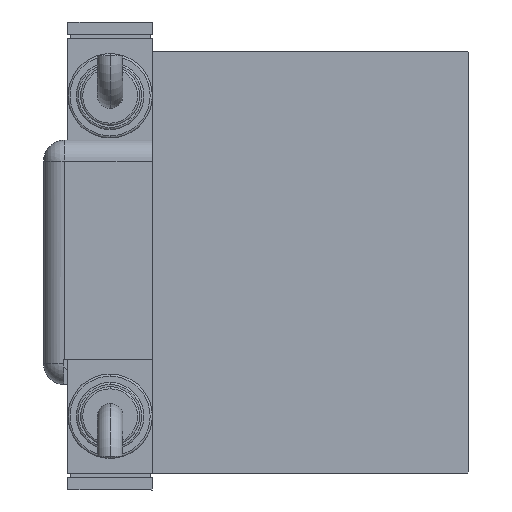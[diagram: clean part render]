
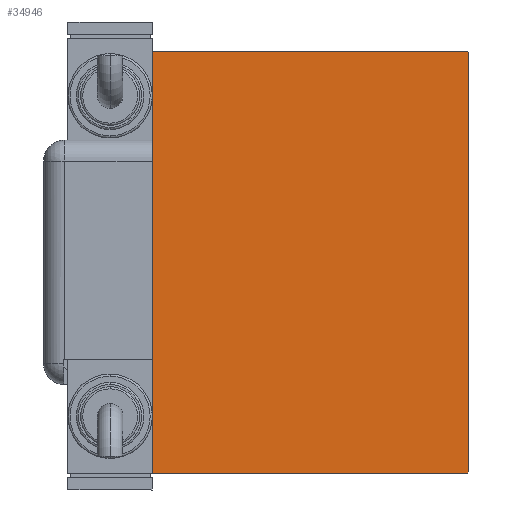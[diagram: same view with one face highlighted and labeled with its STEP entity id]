
A CAD part, left-side view. The second image highlights one B-rep face of the part: STEP entity #34946.
In plain terms, the highlighted face is planar.
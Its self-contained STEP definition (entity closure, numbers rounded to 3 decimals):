
#714 = VERTEX_POINT ( 'NONE', #42095 ) ;
#1286 = CARTESIAN_POINT ( 'NONE',  ( 123., -37.5, 50. ) ) ;
#1307 = EDGE_CURVE ( 'NONE', #8796, #1883, #5485, .T. ) ;
#1883 = VERTEX_POINT ( 'NONE', #4977 ) ;
#3765 = CARTESIAN_POINT ( 'NONE',  ( 123., 43.6, 43.6 ) ) ;
#3871 = VECTOR ( 'NONE', #23311, 1000. ) ;
#4884 = PLANE ( 'NONE',  #30622 ) ;
#4977 = CARTESIAN_POINT ( 'NONE',  ( 123., 37.2, -50. ) ) ;
#5090 = LINE ( 'NONE', #32603, #3871 ) ;
#5181 = FACE_OUTER_BOUND ( 'NONE', #55331, .T. ) ;
#5485 = LINE ( 'NONE', #27914, #16872 ) ;
#8796 = VERTEX_POINT ( 'NONE', #44124 ) ;
#9067 = DIRECTION ( 'NONE',  ( 0., 0., -1. ) ) ;
#9677 = DIRECTION ( 'NONE',  ( 0., 1., 0. ) ) ;
#13741 = ORIENTED_EDGE ( 'NONE', *, *, #1307, .T. ) ;
#15516 = VECTOR ( 'NONE', #20709, 1000. ) ;
#16872 = VECTOR ( 'NONE', #9677, 1000. ) ;
#17435 = ORIENTED_EDGE ( 'NONE', *, *, #35102, .T. ) ;
#17698 = ORIENTED_EDGE ( 'NONE', *, *, #46037, .T. ) ;
#18707 = ORIENTED_EDGE ( 'NONE', *, *, #21657, .T. ) ;
#19512 = DIRECTION ( 'NONE',  ( 0., 0., -1. ) ) ;
#19530 = LINE ( 'NONE', #38057, #31565 ) ;
#20709 = DIRECTION ( 'NONE',  ( 0., -1., 0. ) ) ;
#21657 = EDGE_CURVE ( 'NONE', #1883, #714, #48200, .T. ) ;
#22723 = CARTESIAN_POINT ( 'NONE',  ( 123., 37.5, -50. ) ) ;
#23311 = DIRECTION ( 'NONE',  ( 0., -0.707, -0.707 ) ) ;
#24039 = VERTEX_POINT ( 'NONE', #41341 ) ;
#24154 = EDGE_CURVE ( 'NONE', #50508, #56114, #42224, .T. ) ;
#25194 = CARTESIAN_POINT ( 'NONE',  ( 123., -37.2, 50. ) ) ;
#26831 = EDGE_CURVE ( 'NONE', #24039, #45257, #58462, .T. ) ;
#27499 = DIRECTION ( 'NONE',  ( 0., 0., 1. ) ) ;
#27914 = CARTESIAN_POINT ( 'NONE',  ( 123., -37.5, -50. ) ) ;
#30622 = AXIS2_PLACEMENT_3D ( 'NONE', #32698, #36295, #9067 ) ;
#30974 = DIRECTION ( 'NONE',  ( 0., -0.707, 0.707 ) ) ;
#31565 = VECTOR ( 'NONE', #52082, 1000. ) ;
#32603 = CARTESIAN_POINT ( 'NONE',  ( 123., -43.6, 43.6 ) ) ;
#32698 = CARTESIAN_POINT ( 'NONE',  ( 123., 0., 0. ) ) ;
#34173 = CARTESIAN_POINT ( 'NONE',  ( 123., 37.5, 50. ) ) ;
#34551 = EDGE_CURVE ( 'NONE', #52341, #50508, #5090, .T. ) ;
#34946 = ADVANCED_FACE ( 'NONE', ( #5181 ), #4884, .T. ) ;
#35060 = CARTESIAN_POINT ( 'NONE',  ( 123., -37.5, -49.7 ) ) ;
#35102 = EDGE_CURVE ( 'NONE', #56114, #8796, #19530, .T. ) ;
#36172 = VECTOR ( 'NONE', #30974, 1000. ) ;
#36295 = DIRECTION ( 'NONE',  ( 1., 0., 0. ) ) ;
#36691 = ORIENTED_EDGE ( 'NONE', *, *, #34551, .T. ) ;
#38057 = CARTESIAN_POINT ( 'NONE',  ( 123., -43.6, -43.6 ) ) ;
#39454 = CARTESIAN_POINT ( 'NONE',  ( 123., -37.5, 49.7 ) ) ;
#40732 = ORIENTED_EDGE ( 'NONE', *, *, #24154, .T. ) ;
#41341 = CARTESIAN_POINT ( 'NONE',  ( 123., 37.5, 49.7 ) ) ;
#41358 = VECTOR ( 'NONE', #27499, 1000. ) ;
#42095 = CARTESIAN_POINT ( 'NONE',  ( 123., 37.5, -49.7 ) ) ;
#42224 = LINE ( 'NONE', #1286, #58503 ) ;
#43737 = EDGE_CURVE ( 'NONE', #45257, #52341, #52692, .T. ) ;
#44124 = CARTESIAN_POINT ( 'NONE',  ( 123., -37.2, -50. ) ) ;
#45257 = VERTEX_POINT ( 'NONE', #45587 ) ;
#45445 = LINE ( 'NONE', #22723, #41358 ) ;
#45587 = CARTESIAN_POINT ( 'NONE',  ( 123., 37.2, 50. ) ) ;
#46037 = EDGE_CURVE ( 'NONE', #714, #24039, #45445, .T. ) ;
#48200 = LINE ( 'NONE', #58061, #51743 ) ;
#48459 = ORIENTED_EDGE ( 'NONE', *, *, #43737, .T. ) ;
#50508 = VERTEX_POINT ( 'NONE', #39454 ) ;
#51743 = VECTOR ( 'NONE', #56885, 1000. ) ;
#52082 = DIRECTION ( 'NONE',  ( 0., 0.707, -0.707 ) ) ;
#52341 = VERTEX_POINT ( 'NONE', #25194 ) ;
#52692 = LINE ( 'NONE', #34173, #15516 ) ;
#55331 = EDGE_LOOP ( 'NONE', ( #13741, #18707, #17698, #55640, #48459, #36691, #40732, #17435 ) ) ;
#55640 = ORIENTED_EDGE ( 'NONE', *, *, #26831, .T. ) ;
#56114 = VERTEX_POINT ( 'NONE', #35060 ) ;
#56885 = DIRECTION ( 'NONE',  ( 0., 0.707, 0.707 ) ) ;
#58061 = CARTESIAN_POINT ( 'NONE',  ( 123., 43.6, -43.6 ) ) ;
#58462 = LINE ( 'NONE', #3765, #36172 ) ;
#58503 = VECTOR ( 'NONE', #19512, 1000. ) ;
